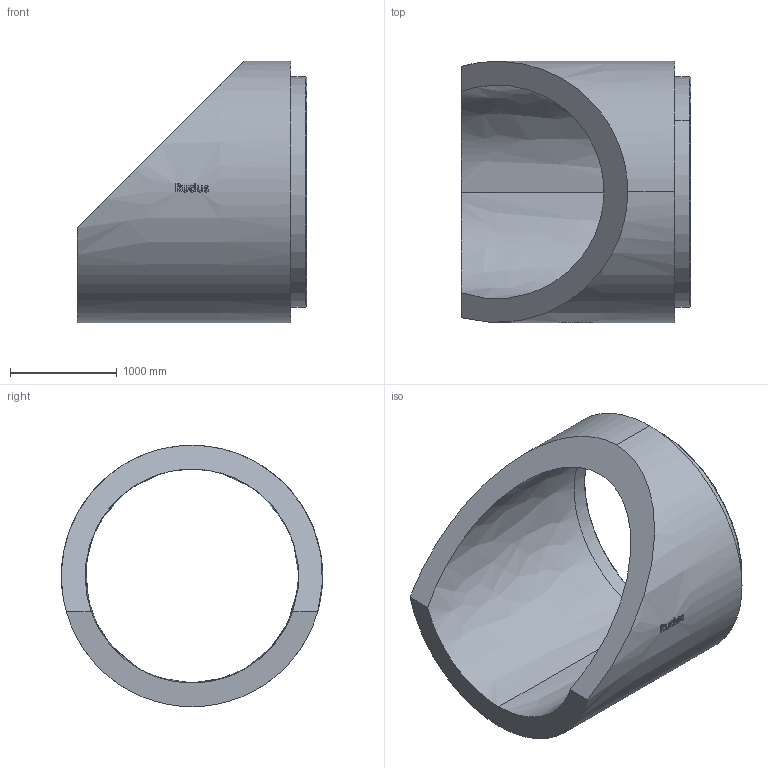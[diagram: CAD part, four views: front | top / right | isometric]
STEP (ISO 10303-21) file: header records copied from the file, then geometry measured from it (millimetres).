
FILE_DESCRIPTION (( 'STEP AP203' ), '1' );
FILE_NAME ('Rudus 1220232 EK-putki viistetty 2000x2145 uros.step', '2020-03-06T10:50:36', ( '' ), ( '' ), 'SwSTEP 2.0', 'SolidWorks 2019', '' );
FILE_SCHEMA (( 'CONFIG_CONTROL_DESIGN' ));
Length unit declared in the file: millimetre
Products named in the file (2): Rudus 1220232 EK-putki viistetty 2000x2145 uros; EK-osa-putkirunko_viistetty-uros
Assembly tree (1 placements, depth 2):
  Rudus 1220232 EK-putki viistetty 2000x2145 uros
    EK-osa-putkirunko_viistetty-uros
Bounding box: 2145 x 2446 x 2446 mm (x, y, z)
Volume: 2344646509.4 mm3; surface area: 25718417 mm2
Topology: 1 solids, 1 shells, 93 faces, 310 edges, 226 vertices
Faces by surface type: bspline 76, plane 9, cylinder 4, torus 2, cone 2
Entity records: 22640 total; most frequent: CARTESIAN_POINT 20293, ORIENTED_EDGE 620, EDGE_CURVE 310, B_SPLINE_CURVE_WITH_KNOTS 226, VERTEX_POINT 226, DIRECTION 198, EDGE_LOOP 102, FACE_OUTER_BOUND 93
